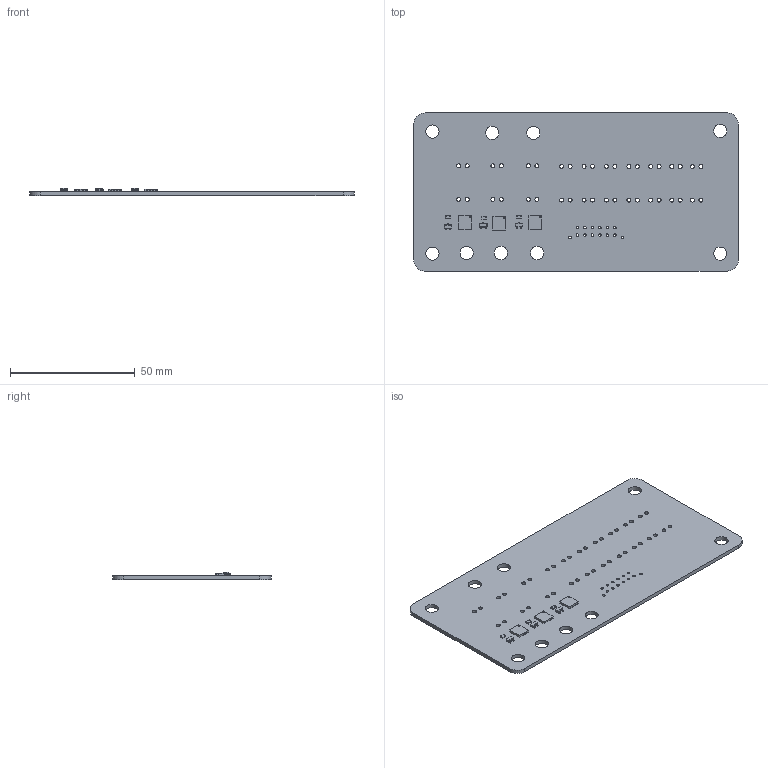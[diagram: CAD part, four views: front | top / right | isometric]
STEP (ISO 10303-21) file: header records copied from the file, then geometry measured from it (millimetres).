
FILE_DESCRIPTION(('KiCad electronic assembly'),'2;1');
FILE_NAME('Power_board.step','2024-09-30T17:27:25',('Pcbnew'),('Kicad'), 'Open CASCADE STEP processor 7.7','KiCad to STEP converter','Unknown' );
FILE_SCHEMA(('AUTOMOTIVE_DESIGN { 1 0 10303 214 1 1 1 1 }'));
Length unit declared in the file: millimetre
Products named in the file (8): Power_board 1; R_0805_2012Metric; AO_DFN-8-1EP_5.55x5.2mm_P1.27mm_EP4.12x4.6mm; CQ assembly; SOT-23; SOT_23; Power_board_PCB
Assembly tree (13 placements, depth 3):
  Power_board 1
    R_0805_2012Metric  x3
      R_0805_2012Metric
    AO_DFN-8-1EP_5.55x5.2mm_P1.27mm_EP4.12x4.6mm  x3
      CQ assembly
    SOT-23  x3
      SOT_23
    Power_board_PCB
Bounding box: 130.26 x 63.51 x 2.85 mm (x, y, z)
Volume: 12835.7 mm3; surface area: 17599 mm2
Topology: 28 solids, 28 shells, 707 faces, 1815 edges, 1164 vertices
Faces by surface type: plane 496, cylinder 130, bspline 81
Full cylindrical faces by diameter (mm): 0.5 x3, 1.02 x14, 1.6 x40, 5.3 x9
Entity records: 9848 total; most frequent: CARTESIAN_POINT 1645, ORIENTED_EDGE 1498, DIRECTION 1437, EDGE_CURVE 749, LINE 541, VECTOR 541, VERTEX_POINT 484, AXIS2_PLACEMENT_3D 448
